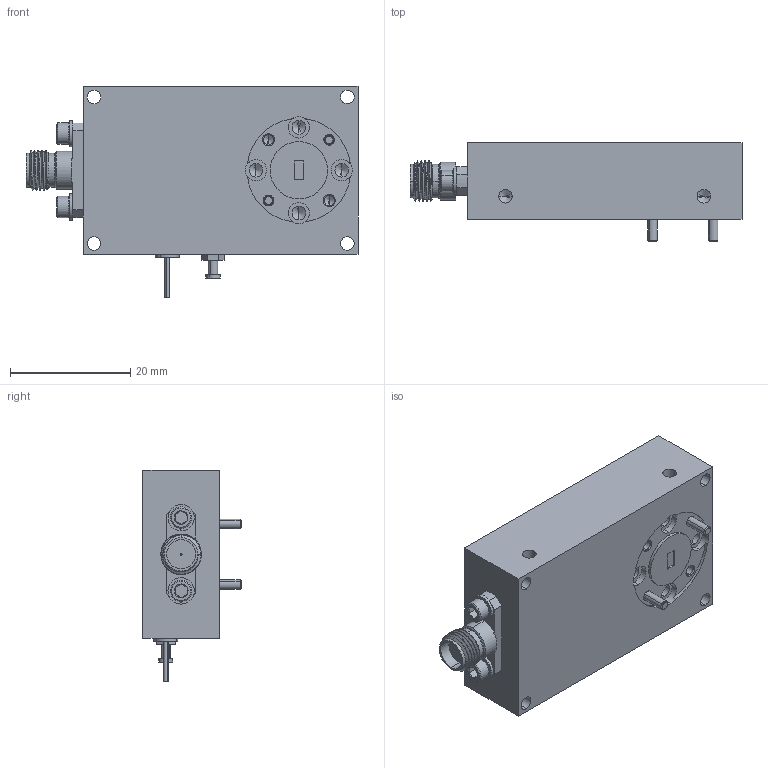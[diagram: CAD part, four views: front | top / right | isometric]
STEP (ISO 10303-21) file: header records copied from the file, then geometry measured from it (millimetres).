
FILE_DESCRIPTION (( 'STEP AP214' ), '1' );
FILE_NAME ('FA-SE-1-A-1.8, Defeatured.STEP', '2022-05-18T23:04:03', ( '' ), ( '' ), 'SwSTEP 2.0', 'SolidWorks 2021', '' );
FILE_SCHEMA (( 'AUTOMOTIVE_DESIGN' ));
Length unit declared in the file: inch
Products named in the file (1): FA-SE-1-A-1.8, Defeatured
Bounding box: 55.24 x 16.32 x 35.18 mm (x, y, z)
Volume: 16069.2 mm3; surface area: 6462 mm2
Topology: 9 solids, 9 shells, 399 faces, 965 edges, 598 vertices
Faces by surface type: plane 162, cylinder 133, cone 98, bspline 4, torus 2
Entity records: 18063 total; most frequent: CARTESIAN_POINT 3621, DIRECTION 1941, ORIENTED_EDGE 1874, EDGE_CURVE 937, AXIS2_PLACEMENT_3D 748, VERTEX_POINT 598, EDGE_LOOP 449, LINE 445
